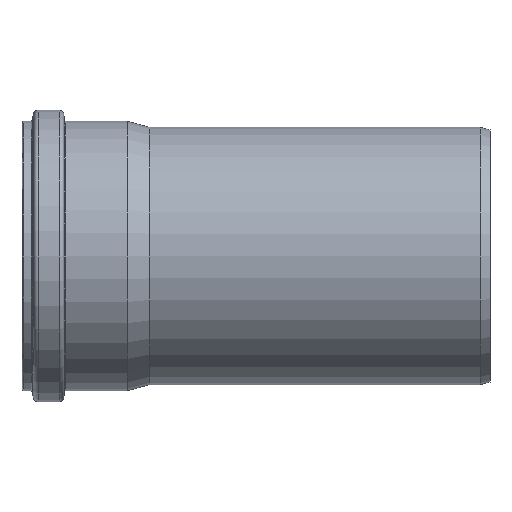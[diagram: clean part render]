
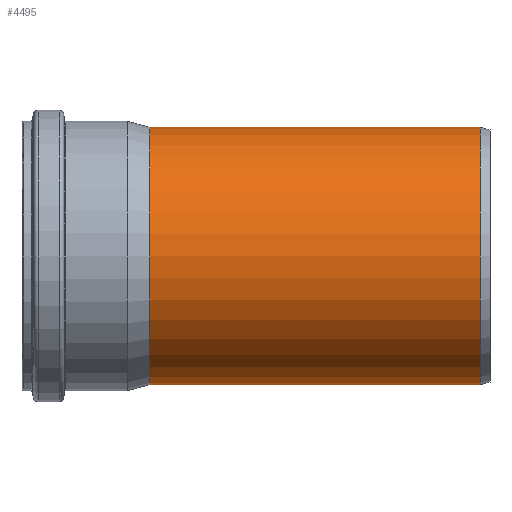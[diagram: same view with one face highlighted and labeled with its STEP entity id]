
A CAD part, left-side view. The second image highlights one B-rep face of the part: STEP entity #4495.
In plain terms, the highlighted cylindrical face has radius 80 mm (diameter 160 mm), a full revolution.
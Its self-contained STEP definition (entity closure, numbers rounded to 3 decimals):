
#772=B_SPLINE_CURVE_WITH_KNOTS('',3,(#7058,#7059,#7060,#7061,#7062,#7063,
#7064,#7065,#7066,#7067,#7068,#7069,#7070,#7071,#7072,#7073,#7074,#7075,
#7076,#7077,#7078,#7079,#7080,#7081,#7082),.UNSPECIFIED.,.T.,.F.,(4,1,1,
1,1,1,1,1,1,1,1,1,1,1,1,1,1,1,1,1,1,1,4),(-32.368,-31.212,
-30.056,-27.744,-26.203,-24.661,
-23.12,-21.579,-20.037,-18.496,
-16.955,-16.184,-15.413,-13.872,
-12.331,-10.789,-9.248,-7.707,
-6.165,-4.624,-2.312,-1.156,
0.),.UNSPECIFIED.);
#808=CYLINDRICAL_SURFACE('',#4770,80.);
#1008=FACE_BOUND('',#1343,.T.);
#1009=FACE_BOUND('',#1344,.T.);
#1070=FACE_OUTER_BOUND('',#1342,.T.);
#1342=EDGE_LOOP('',(#3118));
#1343=EDGE_LOOP('',(#3119));
#1344=EDGE_LOOP('',(#3120));
#1663=CIRCLE('',#4771,80.);
#1664=CIRCLE('',#4772,80.);
#1973=VERTEX_POINT('',#7030);
#1976=VERTEX_POINT('',#7087);
#1977=VERTEX_POINT('',#7089);
#2440=EDGE_CURVE('',#1973,#1973,#772,.T.);
#2442=EDGE_CURVE('',#1976,#1976,#1663,.T.);
#2443=EDGE_CURVE('',#1977,#1977,#1664,.T.);
#3118=ORIENTED_EDGE('',*,*,#2442,.T.);
#3119=ORIENTED_EDGE('',*,*,#2443,.F.);
#3120=ORIENTED_EDGE('',*,*,#2440,.F.);
#4495=ADVANCED_FACE('',(#1070,#1008,#1009),#808,.T.);
#4770=AXIS2_PLACEMENT_3D('',#7086,#5357,#5358);
#4771=AXIS2_PLACEMENT_3D('',#7088,#5359,#5360);
#4772=AXIS2_PLACEMENT_3D('',#7090,#5361,#5362);
#5357=DIRECTION('center_axis',(0.,-1.,0.));
#5358=DIRECTION('ref_axis',(1.,0.,0.));
#5359=DIRECTION('center_axis',(0.,-1.,0.));
#5360=DIRECTION('ref_axis',(1.,0.,0.));
#5361=DIRECTION('center_axis',(0.,-1.,0.));
#5362=DIRECTION('ref_axis',(1.,0.,0.));
#7030=CARTESIAN_POINT('',(60.616,-64.114,-52.208));
#7058=CARTESIAN_POINT('Ctrl Pts',(60.616,-64.114,-52.208));
#7059=CARTESIAN_POINT('Ctrl Pts',(60.538,-60.002,-52.299));
#7060=CARTESIAN_POINT('Ctrl Pts',(61.215,-51.741,-51.531));
#7061=CARTESIAN_POINT('Ctrl Pts',(65.256,-36.492,-46.56));
#7062=CARTESIAN_POINT('Ctrl Pts',(71.739,-22.87,-36.643));
#7063=CARTESIAN_POINT('Ctrl Pts',(77.546,-12.743,-21.471));
#7064=CARTESIAN_POINT('Ctrl Pts',(80.346,-8.256,-5.898));
#7065=CARTESIAN_POINT('Ctrl Pts',(79.848,-9.035,10.538));
#7066=CARTESIAN_POINT('Ctrl Pts',(76.285,-14.852,25.487));
#7067=CARTESIAN_POINT('Ctrl Pts',(70.932,-24.509,37.64));
#7068=CARTESIAN_POINT('Ctrl Pts',(65.225,-37.082,46.605));
#7069=CARTESIAN_POINT('Ctrl Pts',(61.588,-49.679,51.079));
#7070=CARTESIAN_POINT('Ctrl Pts',(60.47,-60.573,52.378));
#7071=CARTESIAN_POINT('Ctrl Pts',(60.776,-71.604,52.02));
#7072=CARTESIAN_POINT('Ctrl Pts',(63.828,-84.707,48.446));
#7073=CARTESIAN_POINT('Ctrl Pts',(69.539,-97.766,40.123));
#7074=CARTESIAN_POINT('Ctrl Pts',(75.208,-107.848,28.46));
#7075=CARTESIAN_POINT('Ctrl Pts',(79.312,-114.279,13.927));
#7076=CARTESIAN_POINT('Ctrl Pts',(80.532,-116.097,-2.362));
#7077=CARTESIAN_POINT('Ctrl Pts',(78.38,-112.871,-18.329));
#7078=CARTESIAN_POINT('Ctrl Pts',(72.911,-104.034,-34.404));
#7079=CARTESIAN_POINT('Ctrl Pts',(66.22,-91.236,-45.252));
#7080=CARTESIAN_POINT('Ctrl Pts',(61.684,-76.411,-50.985));
#7081=CARTESIAN_POINT('Ctrl Pts',(60.694,-68.226,-52.117));
#7082=CARTESIAN_POINT('Ctrl Pts',(60.616,-64.114,-52.208));
#7086=CARTESIAN_POINT('Origin',(0.,0.516,
0.));
#7087=CARTESIAN_POINT('',(80.,1.032,0.));
#7088=CARTESIAN_POINT('Origin',(0.,1.032,0.));
#7089=CARTESIAN_POINT('',(80.,-204.612,0.));
#7090=CARTESIAN_POINT('Origin',(0.,-204.612,
0.));
